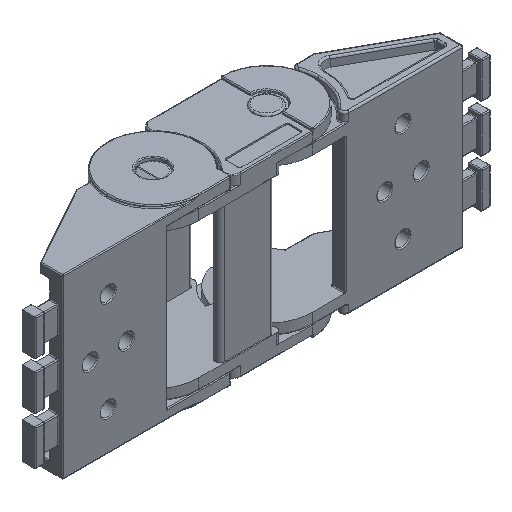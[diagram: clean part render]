
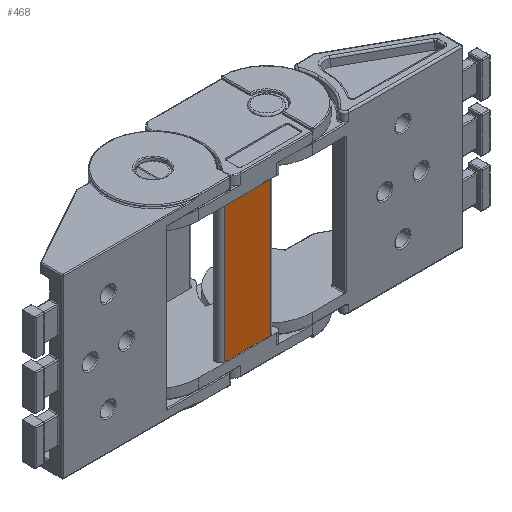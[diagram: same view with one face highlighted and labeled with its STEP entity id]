
A CAD part, isometric view. The second image highlights one B-rep face of the part: STEP entity #468.
In plain terms, the highlighted planar face has unit normal (0, -1, 0).
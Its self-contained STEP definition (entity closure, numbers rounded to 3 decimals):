
#262 = EDGE_CURVE ( 'NONE', #1650, #14398, #10044, .T. ) ;
#468 = ADVANCED_FACE ( 'NONE', ( #10016 ), #5250, .F. ) ;
#716 = DIRECTION ( 'NONE',  ( 0., 0., -1. ) ) ;
#1500 = VECTOR ( 'NONE', #4772, 1000. ) ;
#1650 = VERTEX_POINT ( 'NONE', #17202 ) ;
#1697 = CARTESIAN_POINT ( 'NONE',  ( -7.7, -9.9, -2.1 ) ) ;
#3687 = CARTESIAN_POINT ( 'NONE',  ( -7.7, -9.9, -17.1 ) ) ;
#3753 = ORIENTED_EDGE ( 'NONE', *, *, #6572, .T. ) ;
#4772 = DIRECTION ( 'NONE',  ( 1., 0., 0. ) ) ;
#5204 = CARTESIAN_POINT ( 'NONE',  ( 3.3, -9.9, 12.9 ) ) ;
#5250 = PLANE ( 'NONE',  #6604 ) ;
#5294 = ORIENTED_EDGE ( 'NONE', *, *, #7238, .T. ) ;
#5326 = DIRECTION ( 'NONE',  ( 0., 1., 0. ) ) ;
#5575 = LINE ( 'NONE', #3687, #14355 ) ;
#5952 = EDGE_CURVE ( 'NONE', #1650, #13751, #21043, .T. ) ;
#6572 = EDGE_CURVE ( 'NONE', #19856, #14398, #14110, .T. ) ;
#6604 = AXIS2_PLACEMENT_3D ( 'NONE', #1697, #5326, #19333 ) ;
#7238 = EDGE_CURVE ( 'NONE', #13751, #19856, #5575, .T. ) ;
#9708 = EDGE_LOOP ( 'NONE', ( #21996, #5294, #3753, #10992 ) ) ;
#9920 = CARTESIAN_POINT ( 'NONE',  ( -7.7, -9.9, 12.9 ) ) ;
#10016 = FACE_OUTER_BOUND ( 'NONE', #9708, .T. ) ;
#10044 = LINE ( 'NONE', #9920, #1500 ) ;
#10992 = ORIENTED_EDGE ( 'NONE', *, *, #262, .F. ) ;
#11571 = CARTESIAN_POINT ( 'NONE',  ( -6.7, -9.9, -2.1 ) ) ;
#12263 = DIRECTION ( 'NONE',  ( 1., 0., 0. ) ) ;
#13178 = CARTESIAN_POINT ( 'NONE',  ( 3.3, -9.9, 12.9 ) ) ;
#13751 = VERTEX_POINT ( 'NONE', #20632 ) ;
#14110 = LINE ( 'NONE', #13178, #17426 ) ;
#14355 = VECTOR ( 'NONE', #12263, 1000. ) ;
#14398 = VERTEX_POINT ( 'NONE', #5204 ) ;
#15030 = DIRECTION ( 'NONE',  ( 0., 0., 1. ) ) ;
#15725 = CARTESIAN_POINT ( 'NONE',  ( 3.3, -9.9, -17.1 ) ) ;
#17202 = CARTESIAN_POINT ( 'NONE',  ( -6.7, -9.9, 12.9 ) ) ;
#17426 = VECTOR ( 'NONE', #15030, 1000. ) ;
#19333 = DIRECTION ( 'NONE',  ( -1., 0., 0. ) ) ;
#19856 = VERTEX_POINT ( 'NONE', #15725 ) ;
#20632 = CARTESIAN_POINT ( 'NONE',  ( -6.7, -9.9, -17.1 ) ) ;
#21043 = LINE ( 'NONE', #11571, #22391 ) ;
#21996 = ORIENTED_EDGE ( 'NONE', *, *, #5952, .T. ) ;
#22391 = VECTOR ( 'NONE', #716, 1000. ) ;
